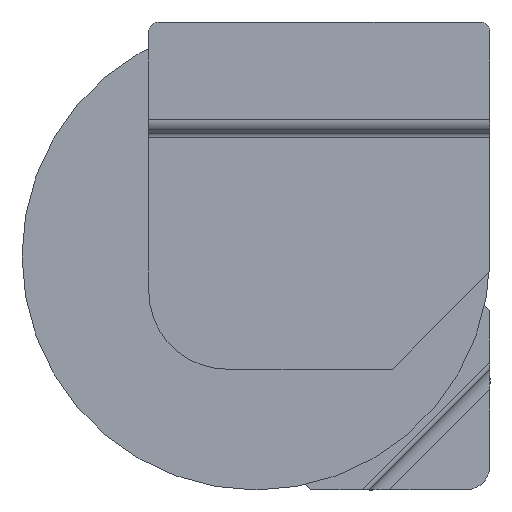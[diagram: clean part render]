
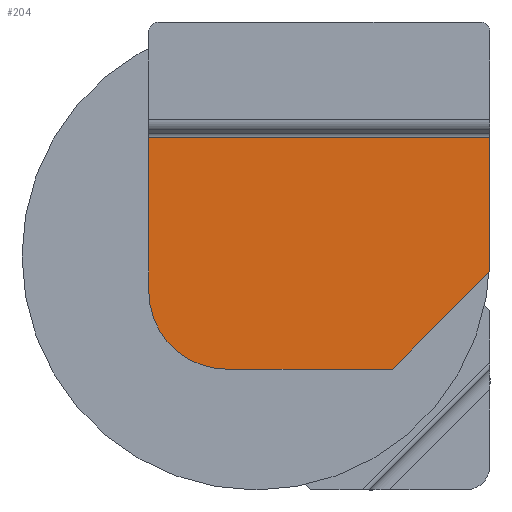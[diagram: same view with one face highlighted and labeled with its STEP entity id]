
A CAD part, front view. The second image highlights one B-rep face of the part: STEP entity #204.
In plain terms, the highlighted planar face has unit normal (0, -1, 0).
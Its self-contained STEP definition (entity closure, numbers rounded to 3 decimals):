
#10 = VERTEX_POINT ( 'NONE', #1394 ) ;
#70 = VERTEX_POINT ( 'NONE', #654 ) ;
#84 = DIRECTION ( 'NONE',  ( 1., 0., 0. ) ) ;
#126 = LINE ( 'NONE', #1499, #1371 ) ;
#176 = VECTOR ( 'NONE', #84, 1000. ) ;
#204 = ADVANCED_FACE ( 'NONE', ( #537 ), #1317, .T. ) ;
#205 = EDGE_LOOP ( 'NONE', ( #1259, #1463, #1494, #395, #1165, #1147 ) ) ;
#218 = CARTESIAN_POINT ( 'NONE',  ( -0.3, 0.1, -1.16 ) ) ;
#224 = VERTEX_POINT ( 'NONE', #873 ) ;
#225 = DIRECTION ( 'NONE',  ( 1., 0., 0. ) ) ;
#236 = DIRECTION ( 'NONE',  ( 0., 0., -1. ) ) ;
#239 = LINE ( 'NONE', #926, #176 ) ;
#246 = CARTESIAN_POINT ( 'NONE',  ( -1.1, 0.1, 1.238 ) ) ;
#306 = EDGE_CURVE ( 'NONE', #70, #224, #522, .T. ) ;
#335 = VERTEX_POINT ( 'NONE', #891 ) ;
#392 = EDGE_CURVE ( 'NONE', #10, #335, #126, .T. ) ;
#395 = ORIENTED_EDGE ( 'NONE', *, *, #306, .T. ) ;
#522 = LINE ( 'NONE', #1213, #1488 ) ;
#537 = FACE_OUTER_BOUND ( 'NONE', #205, .T. ) ;
#588 = VECTOR ( 'NONE', #1018, 1000. ) ;
#591 = EDGE_CURVE ( 'NONE', #1400, #70, #239, .T. ) ;
#605 = CARTESIAN_POINT ( 'NONE',  ( -0.3, 0.1, -0.36 ) ) ;
#636 = DIRECTION ( 'NONE',  ( 0., 0., -1. ) ) ;
#654 = CARTESIAN_POINT ( 'NONE',  ( 1.4, 0.1, -1.16 ) ) ;
#667 = CIRCLE ( 'NONE', #1295, 0.8 ) ;
#715 = VERTEX_POINT ( 'NONE', #849 ) ;
#803 = LINE ( 'NONE', #899, #588 ) ;
#810 = CARTESIAN_POINT ( 'NONE',  ( -1.1, 0.1, 1.217 ) ) ;
#837 = DIRECTION ( 'NONE',  ( 0., -1., 0. ) ) ;
#849 = CARTESIAN_POINT ( 'NONE',  ( 2.4, 0.1, 1.217 ) ) ;
#873 = CARTESIAN_POINT ( 'NONE',  ( 2.4, 0.1, -0.16 ) ) ;
#891 = CARTESIAN_POINT ( 'NONE',  ( -1.1, 0.1, -0.36 ) ) ;
#899 = CARTESIAN_POINT ( 'NONE',  ( 2.4, 0.1, 1.238 ) ) ;
#926 = CARTESIAN_POINT ( 'NONE',  ( -1.1, 0.1, -1.16 ) ) ;
#967 = DIRECTION ( 'NONE',  ( 0.707, 0., 0.707 ) ) ;
#1018 = DIRECTION ( 'NONE',  ( 0., 0., -1. ) ) ;
#1081 = DIRECTION ( 'NONE',  ( 0., -1., 0. ) ) ;
#1147 = ORIENTED_EDGE ( 'NONE', *, *, #1428, .F. ) ;
#1157 = VECTOR ( 'NONE', #225, 1000. ) ;
#1165 = ORIENTED_EDGE ( 'NONE', *, *, #1300, .F. ) ;
#1208 = DIRECTION ( 'NONE',  ( 0., 0., -1. ) ) ;
#1213 = CARTESIAN_POINT ( 'NONE',  ( 1.349, 0.1, -1.211 ) ) ;
#1259 = ORIENTED_EDGE ( 'NONE', *, *, #392, .T. ) ;
#1295 = AXIS2_PLACEMENT_3D ( 'NONE', #605, #837, #236 ) ;
#1300 = EDGE_CURVE ( 'NONE', #715, #224, #803, .T. ) ;
#1317 = PLANE ( 'NONE',  #1379 ) ;
#1371 = VECTOR ( 'NONE', #636, 1000. ) ;
#1379 = AXIS2_PLACEMENT_3D ( 'NONE', #246, #1081, #1208 ) ;
#1394 = CARTESIAN_POINT ( 'NONE',  ( -1.1, 0.1, 1.217 ) ) ;
#1400 = VERTEX_POINT ( 'NONE', #218 ) ;
#1428 = EDGE_CURVE ( 'NONE', #10, #715, #1487, .T. ) ;
#1463 = ORIENTED_EDGE ( 'NONE', *, *, #1531, .T. ) ;
#1487 = LINE ( 'NONE', #810, #1157 ) ;
#1488 = VECTOR ( 'NONE', #967, 1000. ) ;
#1494 = ORIENTED_EDGE ( 'NONE', *, *, #591, .T. ) ;
#1499 = CARTESIAN_POINT ( 'NONE',  ( -1.1, 0.1, 1.238 ) ) ;
#1531 = EDGE_CURVE ( 'NONE', #335, #1400, #667, .T. ) ;
